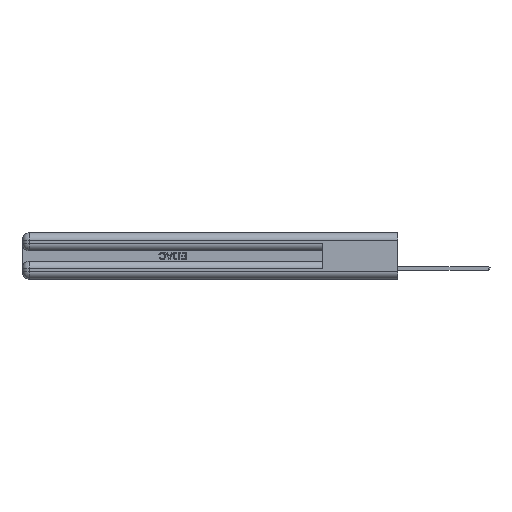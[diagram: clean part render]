
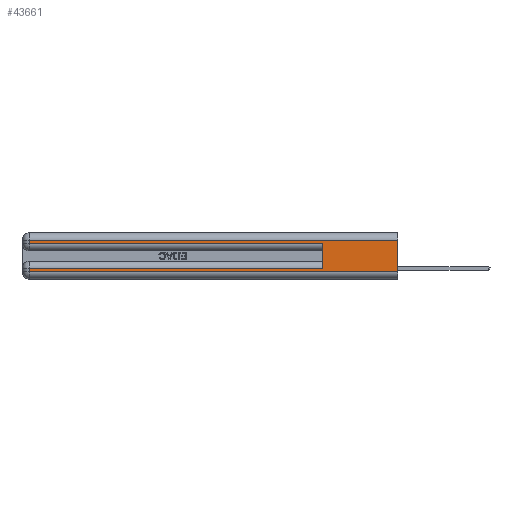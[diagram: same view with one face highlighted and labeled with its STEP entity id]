
A CAD part, left-side view. The second image highlights one B-rep face of the part: STEP entity #43661.
In plain terms, the highlighted planar face has unit normal (-1, 0, 0).
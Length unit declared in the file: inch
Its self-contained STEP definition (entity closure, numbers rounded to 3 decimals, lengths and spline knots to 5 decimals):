
#186 = LINE ( 'NONE', #39501, #21072 ) ;
#282 = VECTOR ( 'NONE', #45146, 39.37008 ) ;
#2003 = LINE ( 'NONE', #30672, #282 ) ;
#2397 = LINE ( 'NONE', #42007, #17664 ) ;
#2721 = CARTESIAN_POINT ( 'NONE',  ( 0., 0., 0.31 ) ) ;
#3184 = LINE ( 'NONE', #20014, #33599 ) ;
#3922 = ORIENTED_EDGE ( 'NONE', *, *, #37553, .T. ) ;
#4431 = CARTESIAN_POINT ( 'NONE',  ( 0., 0.6, 0.085 ) ) ;
#5481 = CARTESIAN_POINT ( 'NONE',  ( 0., 0., 0.085 ) ) ;
#6204 = EDGE_CURVE ( 'NONE', #26508, #6366, #3184, .T. ) ;
#6366 = VERTEX_POINT ( 'NONE', #42710 ) ;
#7664 = ORIENTED_EDGE ( 'NONE', *, *, #26778, .T. ) ;
#7725 = CARTESIAN_POINT ( 'NONE',  ( 0., 0.6, 0.285 ) ) ;
#7752 = CARTESIAN_POINT ( 'NONE',  ( 0., 0., 0.37 ) ) ;
#9640 = VERTEX_POINT ( 'NONE', #4431 ) ;
#9738 = DIRECTION ( 'NONE',  ( 0., 1., 0. ) ) ;
#9954 = ORIENTED_EDGE ( 'NONE', *, *, #41557, .T. ) ;
#11238 = DIRECTION ( 'NONE',  ( 0., 0., 1. ) ) ;
#12191 = LINE ( 'NONE', #32779, #29060 ) ;
#12829 = CARTESIAN_POINT ( 'NONE',  ( 0., 0., 0.285 ) ) ;
#13005 = DIRECTION ( 'NONE',  ( 0., 0., -1. ) ) ;
#13472 = EDGE_CURVE ( 'NONE', #18965, #33737, #32477, .T. ) ;
#13596 = CARTESIAN_POINT ( 'NONE',  ( 0., 2.94, 0.06 ) ) ;
#17079 = CARTESIAN_POINT ( 'NONE',  ( 0., 2.94, 0.31 ) ) ;
#17664 = VECTOR ( 'NONE', #9738, 39.37008 ) ;
#18434 = DIRECTION ( 'NONE',  ( 0., 0., -1. ) ) ;
#18965 = VERTEX_POINT ( 'NONE', #27771 ) ;
#19605 = DIRECTION ( 'NONE',  ( 0., 1., 0. ) ) ;
#20014 = CARTESIAN_POINT ( 'NONE',  ( 0., 0., 0.37 ) ) ;
#21058 = DIRECTION ( 'NONE',  ( 0., -1., 0. ) ) ;
#21072 = VECTOR ( 'NONE', #21058, 39.37008 ) ;
#21910 = DIRECTION ( 'NONE',  ( 1., 0., 0. ) ) ;
#22078 = CARTESIAN_POINT ( 'NONE',  ( 0., 2.94, 0.285 ) ) ;
#22261 = VERTEX_POINT ( 'NONE', #7725 ) ;
#22439 = LINE ( 'NONE', #5481, #45076 ) ;
#22809 = EDGE_CURVE ( 'NONE', #46038, #22261, #36984, .T. ) ;
#22834 = ORIENTED_EDGE ( 'NONE', *, *, #6204, .F. ) ;
#25111 = ORIENTED_EDGE ( 'NONE', *, *, #40469, .F. ) ;
#26508 = VERTEX_POINT ( 'NONE', #2721 ) ;
#26778 = EDGE_CURVE ( 'NONE', #9640, #18965, #22439, .T. ) ;
#27058 = ORIENTED_EDGE ( 'NONE', *, *, #34317, .T. ) ;
#27771 = CARTESIAN_POINT ( 'NONE',  ( 0., 2.94, 0.085 ) ) ;
#29060 = VECTOR ( 'NONE', #11238, 39.37008 ) ;
#29639 = PLANE ( 'NONE',  #33883 ) ;
#30672 = CARTESIAN_POINT ( 'NONE',  ( 0., 2.94, 0.37 ) ) ;
#32477 = LINE ( 'NONE', #44140, #38690 ) ;
#32779 = CARTESIAN_POINT ( 'NONE',  ( 0., 0.6, 0.145 ) ) ;
#33599 = VECTOR ( 'NONE', #13005, 39.37008 ) ;
#33737 = VERTEX_POINT ( 'NONE', #13596 ) ;
#33883 = AXIS2_PLACEMENT_3D ( 'NONE', #7752, #21910, #18434 ) ;
#34317 = EDGE_CURVE ( 'NONE', #26508, #40333, #2397, .T. ) ;
#35938 = VECTOR ( 'NONE', #37985, 39.37008 ) ;
#36984 = LINE ( 'NONE', #12829, #35938 ) ;
#37085 = DIRECTION ( 'NONE',  ( 0., 0., -1. ) ) ;
#37553 = EDGE_CURVE ( 'NONE', #40333, #46038, #2003, .T. ) ;
#37953 = ORIENTED_EDGE ( 'NONE', *, *, #22809, .T. ) ;
#37985 = DIRECTION ( 'NONE',  ( 0., -1., 0. ) ) ;
#38690 = VECTOR ( 'NONE', #37085, 39.37008 ) ;
#39448 = FACE_OUTER_BOUND ( 'NONE', #41985, .T. ) ;
#39501 = CARTESIAN_POINT ( 'NONE',  ( 0., 0., 0.06 ) ) ;
#40333 = VERTEX_POINT ( 'NONE', #17079 ) ;
#40433 = ORIENTED_EDGE ( 'NONE', *, *, #13472, .T. ) ;
#40469 = EDGE_CURVE ( 'NONE', #9640, #22261, #12191, .T. ) ;
#41557 = EDGE_CURVE ( 'NONE', #33737, #6366, #186, .T. ) ;
#41985 = EDGE_LOOP ( 'NONE', ( #22834, #27058, #3922, #37953, #25111, #7664, #40433, #9954 ) ) ;
#42007 = CARTESIAN_POINT ( 'NONE',  ( 0., 0., 0.31 ) ) ;
#42710 = CARTESIAN_POINT ( 'NONE',  ( 0., 0., 0.06 ) ) ;
#43661 = ADVANCED_FACE ( 'NONE', ( #39448 ), #29639, .F. ) ;
#44140 = CARTESIAN_POINT ( 'NONE',  ( 0., 2.94, 0.37 ) ) ;
#45076 = VECTOR ( 'NONE', #19605, 39.37008 ) ;
#45146 = DIRECTION ( 'NONE',  ( 0., 0., -1. ) ) ;
#46038 = VERTEX_POINT ( 'NONE', #22078 ) ;
